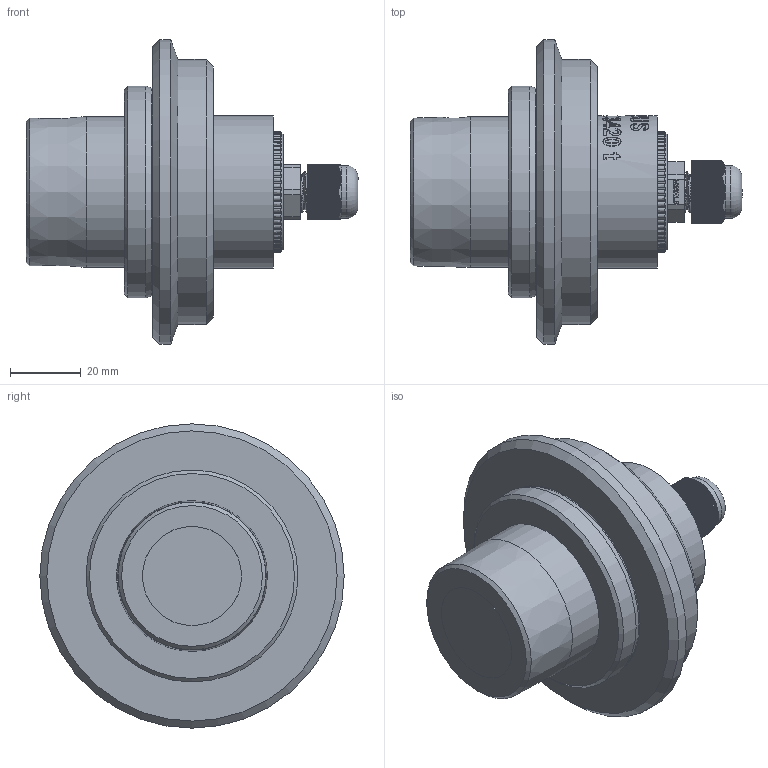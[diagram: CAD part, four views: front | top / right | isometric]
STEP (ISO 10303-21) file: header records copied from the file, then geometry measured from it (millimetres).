
FILE_DESCRIPTION(/* description */ (''),/* implementation_level */ '2;1');
FILE_NAME(/* name */ 'APZ3420t_G28_CableGland.step',/* time_stamp */ '2021-07-12T11:59:02+03:00',/* author */ (''),/* organization */ (''),/* preprocessor_version */ 'ST-DEVELOPER v18.1',/* originating_system */ 'Autodesk Translation Framework v10.9.0.1377',/* authorisation */ '');
FILE_SCHEMA (('AUTOMOTIVE_DESIGN { 1 0 10303 214 3 1 1 }'));
Products named in the file (9): АПЗ 3420 t -filled; OMAL nut M27x1.5 v8; M12x1.5 Cable gland v4; Cable gland; Rubber gasket; M12 Domed nut; Ш100.000.001 v4; Housing G28; G28
Assembly tree (8 placements, depth 3):
  АПЗ 3420 t -filled
    OMAL nut M27x1.5 v8
    M12x1.5 Cable gland v4
      Cable gland
      Rubber gasket
      M12 Domed nut
    Ш100.000.001 v4
    Housing G28
    G28
Bounding box: 93.81 x 86 x 86 mm (x, y, z)
Volume: 143137.5 mm3; surface area: 47092.5 mm2
Topology: 8 solids, 8 shells, 2768 faces, 8059 edges, 5369 vertices
Faces by surface type: plane 1506, cylinder 793, bspline 427, cone 34, torus 7, sphere 1
Full cylindrical faces by diameter (mm): 1 x6, 3.3 x1, 5 x1, 5.2 x2, 7.5 x2, 8 x1, 9.5 x1, 9.8 x1, 9.976 x5, 10 x6, 10.376 x4, 10.526 x3, 11 x1, 11.445 x5, 11.6 x4, 12 x5, 12.203 x3, 12.6 x1, 13.157 x2, 13.5 x1, 15 x1, 17 x1, 21.4 x2, 22.3 x1, 22.5 x1, 24.5 x1, 25.132 x4, 25.526 x4, 25.7 x1, 26.85 x3
Entity records: 120205 total; most frequent: CARTESIAN_POINT 50316, ORIENTED_EDGE 16112, DIRECTION 12554, EDGE_CURVE 8056, VERTEX_POINT 5367, LINE 4338, VECTOR 4338, AXIS2_PLACEMENT_3D 4108
